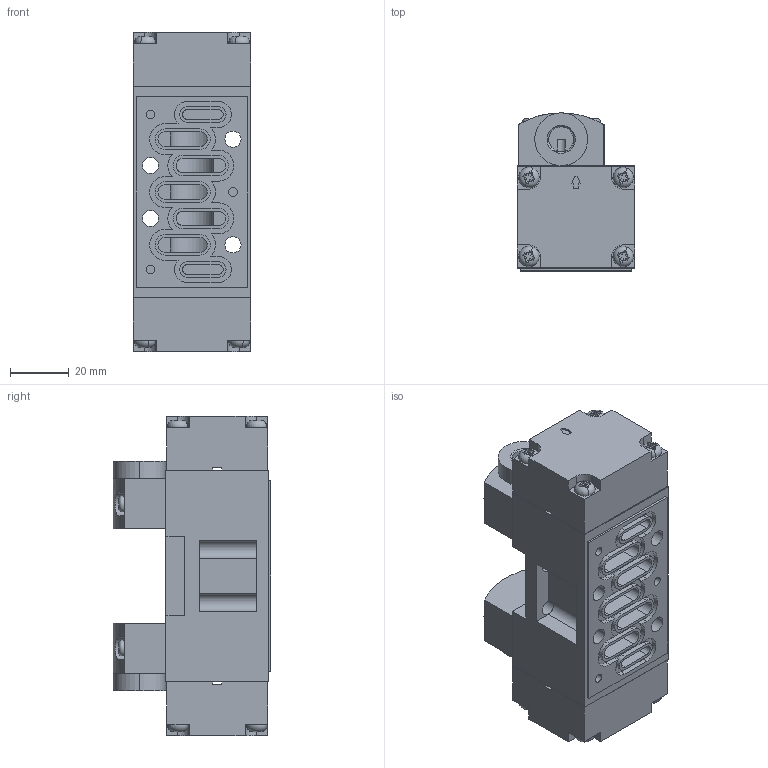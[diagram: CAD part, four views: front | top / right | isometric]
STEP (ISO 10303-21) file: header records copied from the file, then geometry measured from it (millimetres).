
FILE_DESCRIPTION (( 'STEP AP203' ), '1' );
FILE_NAME ('SIP420.STEP', '2013-01-30T00:09:12', ( '' ), ( '' ), 'SwSTEP 2.0', 'SolidWorks 2008', '' );
FILE_SCHEMA (( 'CONFIG_CONTROL_DESIGN' ));
Length unit declared in the file: millimetre
Products named in the file (8): SIP420; Body_ル遽; SEMI_ル遽; SemiPilot_ル遽; SemiPilotBolt(M4xL20)_ル遽; MASTER_ル遽; PneumaticPilot_ル遽; PneumaticPilotBoltM3xL16_ル遽
Assembly tree (13 placements, depth 3):
  SIP420
    MASTER_ル遽  x2
      PneumaticPilot_ル遽
      PneumaticPilotBoltM3xL16_ル遽
    SEMI_ル遽  x2
      SemiPilotBolt(M4xL20)_ル遽
      SemiPilot_ル遽
    Body_ル遽
Bounding box: 40 x 53.8 x 109 mm (x, y, z)
Volume: 107895.5 mm3; surface area: 58211.6 mm2
Topology: 17 solids, 17 shells, 1119 faces, 3006 edges, 1969 vertices
Faces by surface type: plane 687, cylinder 336, cone 44, torus 44, bspline 8
Entity records: 21446 total; most frequent: CARTESIAN_POINT 4447, DIRECTION 3399, ORIENTED_EDGE 3324, EDGE_CURVE 1662, AXIS2_PLACEMENT_3D 1200, VERTEX_POINT 1083, VECTOR 999, LINE 999
